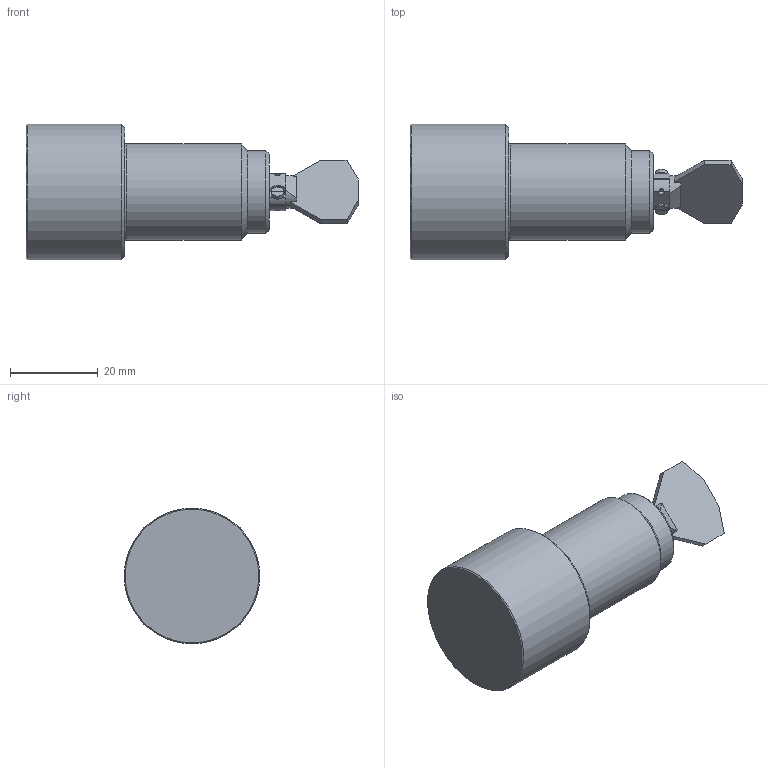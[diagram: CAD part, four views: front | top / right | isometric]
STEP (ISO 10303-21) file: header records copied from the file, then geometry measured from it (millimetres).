
FILE_DESCRIPTION(/* description */ (''),/* implementation_level */ '2;1');
FILE_NAME(/* name */ 'GVS411_M.stp',/* time_stamp */ '2018-08-27T11:56:56+02:00',/* author */ ('voigt'),/* organization */ (''),/* preprocessor_version */ 'ST-DEVELOPER v16.1',/* originating_system */ 'Autodesk Inventor 2016',/* authorisation */ '');
FILE_SCHEMA (('AUTOMOTIVE_DESIGN { 1 0 10303 214 3 1 1 }'));
Length unit declared in the file: millimetre
Products named in the file (1): GVS411_M
Bounding box: 75.75 x 30.88 x 30.88 mm (x, y, z)
Volume: 29497 mm3; surface area: 6624.4 mm2
Topology: 1 solids, 1 shells, 86 faces, 223 edges, 141 vertices
Faces by surface type: plane 54, cylinder 21, torus 7, cone 4
Full cylindrical faces by diameter (mm): 1.25 x2, 1.6 x2, 1.8 x2, 3 x2, 19 x1, 22 x1, 31 x1
Entity records: 2623 total; most frequent: CARTESIAN_POINT 459, DIRECTION 452, ORIENTED_EDGE 392, EDGE_CURVE 196, AXIS2_PLACEMENT_3D 173, VERTEX_POINT 132, EDGE_LOOP 112, LINE 106
